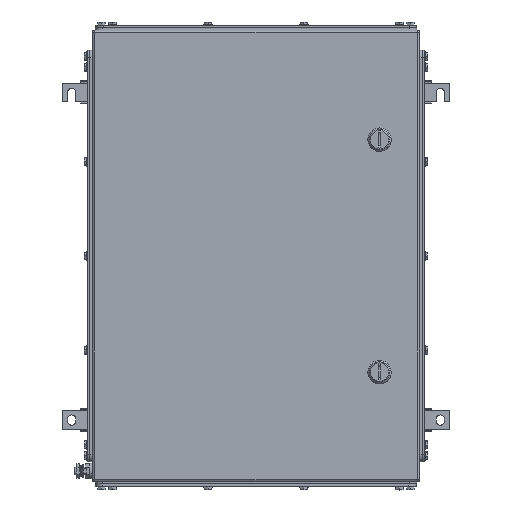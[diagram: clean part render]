
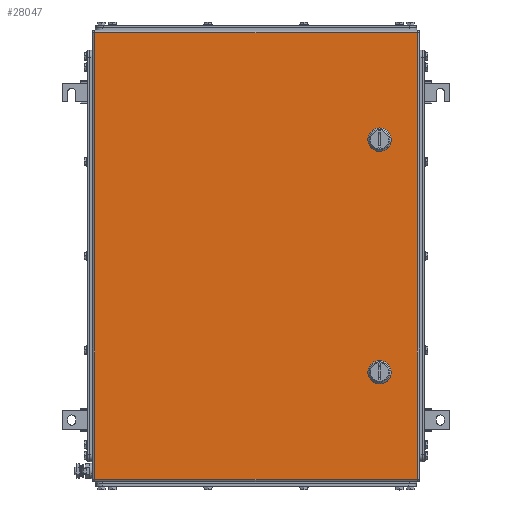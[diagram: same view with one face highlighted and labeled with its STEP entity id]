
A CAD part, top view. The second image highlights one B-rep face of the part: STEP entity #28047.
In plain terms, the highlighted planar face has unit normal (0, 0, 1).
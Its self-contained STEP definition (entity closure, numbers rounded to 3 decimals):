
#27861=AXIS2_PLACEMENT_3D('Circle Axis2P3D',#27859,#27860,$) ;
#27888=AXIS2_PLACEMENT_3D('Plane Axis2P3D',#27885,#27886,#27887) ;
#27933=AXIS2_PLACEMENT_3D('Circle Axis2P3D',#27931,#27932,$) ;
#27947=AXIS2_PLACEMENT_3D('Circle Axis2P3D',#27945,#27946,$) ;
#27961=AXIS2_PLACEMENT_3D('Circle Axis2P3D',#27959,#27960,$) ;
#27983=AXIS2_PLACEMENT_3D('Circle Axis2P3D',#27981,#27982,$) ;
#27999=AXIS2_PLACEMENT_3D('Circle Axis2P3D',#27997,#27998,$) ;
#28013=AXIS2_PLACEMENT_3D('Circle Axis2P3D',#28011,#28012,$) ;
#28027=AXIS2_PLACEMENT_3D('Circle Axis2P3D',#28025,#28026,$) ;
#27856=CARTESIAN_POINT('Vertex',(440.056,470.45,203.5)) ;
#27859=CARTESIAN_POINT('Axis2P3D Location',(435.,480.5,203.5)) ;
#27863=CARTESIAN_POINT('Vertex',(445.05,475.444,203.5)) ;
#27885=CARTESIAN_POINT('Axis2P3D Location',(265.5,321.,203.5)) ;
#27890=CARTESIAN_POINT('Line Origine',(265.5,627.5,203.5)) ;
#27894=CARTESIAN_POINT('Vertex',(487.,627.5,203.5)) ;
#27896=CARTESIAN_POINT('Vertex',(44.,627.5,203.5)) ;
#27899=CARTESIAN_POINT('Line Origine',(44.,321.,203.5)) ;
#27903=CARTESIAN_POINT('Vertex',(44.,14.5,203.5)) ;
#27906=CARTESIAN_POINT('Line Origine',(265.5,14.5,203.5)) ;
#27910=CARTESIAN_POINT('Vertex',(487.,14.5,203.5)) ;
#27913=CARTESIAN_POINT('Line Origine',(487.,321.,203.5)) ;
#27924=CARTESIAN_POINT('Line Origine',(435.,470.45,203.5)) ;
#27928=CARTESIAN_POINT('Vertex',(429.944,470.45,203.5)) ;
#27931=CARTESIAN_POINT('Axis2P3D Location',(435.,480.5,203.5)) ;
#27935=CARTESIAN_POINT('Vertex',(424.95,475.444,203.5)) ;
#27938=CARTESIAN_POINT('Line Origine',(424.95,480.5,203.5)) ;
#27942=CARTESIAN_POINT('Vertex',(424.95,485.556,203.5)) ;
#27945=CARTESIAN_POINT('Axis2P3D Location',(435.,480.5,203.5)) ;
#27949=CARTESIAN_POINT('Vertex',(429.944,490.55,203.5)) ;
#27952=CARTESIAN_POINT('Line Origine',(435.,490.55,203.5)) ;
#27956=CARTESIAN_POINT('Vertex',(440.056,490.55,203.5)) ;
#27959=CARTESIAN_POINT('Axis2P3D Location',(435.,480.5,203.5)) ;
#27963=CARTESIAN_POINT('Vertex',(445.05,485.556,203.5)) ;
#27966=CARTESIAN_POINT('Line Origine',(445.05,480.5,203.5)) ;
#27981=CARTESIAN_POINT('Axis2P3D Location',(435.,161.5,203.5)) ;
#27985=CARTESIAN_POINT('Vertex',(440.056,151.45,203.5)) ;
#27987=CARTESIAN_POINT('Vertex',(445.05,156.444,203.5)) ;
#27990=CARTESIAN_POINT('Line Origine',(435.,151.45,203.5)) ;
#27994=CARTESIAN_POINT('Vertex',(429.944,151.45,203.5)) ;
#27997=CARTESIAN_POINT('Axis2P3D Location',(435.,161.5,203.5)) ;
#28001=CARTESIAN_POINT('Vertex',(424.95,156.444,203.5)) ;
#28004=CARTESIAN_POINT('Line Origine',(424.95,161.5,203.5)) ;
#28008=CARTESIAN_POINT('Vertex',(424.95,166.556,203.5)) ;
#28011=CARTESIAN_POINT('Axis2P3D Location',(435.,161.5,203.5)) ;
#28015=CARTESIAN_POINT('Vertex',(429.944,171.55,203.5)) ;
#28018=CARTESIAN_POINT('Line Origine',(435.,171.55,203.5)) ;
#28022=CARTESIAN_POINT('Vertex',(440.056,171.55,203.5)) ;
#28025=CARTESIAN_POINT('Axis2P3D Location',(435.,161.5,203.5)) ;
#28029=CARTESIAN_POINT('Vertex',(445.05,166.556,203.5)) ;
#28032=CARTESIAN_POINT('Line Origine',(445.05,161.5,203.5)) ;
#27860=DIRECTION('Axis2P3D Direction',(0.,0.,1.)) ;
#27886=DIRECTION('Axis2P3D Direction',(0.,0.,1.)) ;
#27887=DIRECTION('Axis2P3D XDirection',(1.,0.,0.)) ;
#27891=DIRECTION('Vector Direction',(1.,0.,0.)) ;
#27900=DIRECTION('Vector Direction',(0.,-1.,0.)) ;
#27907=DIRECTION('Vector Direction',(1.,0.,0.)) ;
#27914=DIRECTION('Vector Direction',(0.,1.,0.)) ;
#27925=DIRECTION('Vector Direction',(1.,0.,0.)) ;
#27932=DIRECTION('Axis2P3D Direction',(0.,0.,1.)) ;
#27939=DIRECTION('Vector Direction',(0.,1.,0.)) ;
#27946=DIRECTION('Axis2P3D Direction',(0.,0.,1.)) ;
#27953=DIRECTION('Vector Direction',(1.,0.,0.)) ;
#27960=DIRECTION('Axis2P3D Direction',(0.,0.,1.)) ;
#27967=DIRECTION('Vector Direction',(0.,-1.,0.)) ;
#27982=DIRECTION('Axis2P3D Direction',(0.,0.,1.)) ;
#27991=DIRECTION('Vector Direction',(1.,0.,0.)) ;
#27998=DIRECTION('Axis2P3D Direction',(0.,0.,1.)) ;
#28005=DIRECTION('Vector Direction',(0.,1.,0.)) ;
#28012=DIRECTION('Axis2P3D Direction',(0.,0.,1.)) ;
#28019=DIRECTION('Vector Direction',(1.,0.,0.)) ;
#28026=DIRECTION('Axis2P3D Direction',(0.,0.,1.)) ;
#28033=DIRECTION('Vector Direction',(0.,-1.,0.)) ;
#27892=VECTOR('Line Direction',#27891,1.) ;
#27901=VECTOR('Line Direction',#27900,1.) ;
#27908=VECTOR('Line Direction',#27907,1.) ;
#27915=VECTOR('Line Direction',#27914,1.) ;
#27926=VECTOR('Line Direction',#27925,1.) ;
#27940=VECTOR('Line Direction',#27939,1.) ;
#27954=VECTOR('Line Direction',#27953,1.) ;
#27968=VECTOR('Line Direction',#27967,1.) ;
#27992=VECTOR('Line Direction',#27991,1.) ;
#28006=VECTOR('Line Direction',#28005,1.) ;
#28020=VECTOR('Line Direction',#28019,1.) ;
#28034=VECTOR('Line Direction',#28033,1.) ;
#27919=ORIENTED_EDGE('',*,*,#27898,.T.) ;
#27920=ORIENTED_EDGE('',*,*,#27905,.T.) ;
#27921=ORIENTED_EDGE('',*,*,#27912,.T.) ;
#27922=ORIENTED_EDGE('',*,*,#27917,.T.) ;
#27972=ORIENTED_EDGE('',*,*,#27930,.F.) ;
#27973=ORIENTED_EDGE('',*,*,#27937,.F.) ;
#27974=ORIENTED_EDGE('',*,*,#27944,.T.) ;
#27975=ORIENTED_EDGE('',*,*,#27951,.F.) ;
#27976=ORIENTED_EDGE('',*,*,#27958,.T.) ;
#27977=ORIENTED_EDGE('',*,*,#27965,.F.) ;
#27978=ORIENTED_EDGE('',*,*,#27970,.T.) ;
#27979=ORIENTED_EDGE('',*,*,#27865,.F.) ;
#28038=ORIENTED_EDGE('',*,*,#27989,.F.) ;
#28039=ORIENTED_EDGE('',*,*,#27996,.F.) ;
#28040=ORIENTED_EDGE('',*,*,#28003,.F.) ;
#28041=ORIENTED_EDGE('',*,*,#28010,.T.) ;
#28042=ORIENTED_EDGE('',*,*,#28017,.F.) ;
#28043=ORIENTED_EDGE('',*,*,#28024,.T.) ;
#28044=ORIENTED_EDGE('',*,*,#28031,.F.) ;
#28045=ORIENTED_EDGE('',*,*,#28036,.T.) ;
#27980=FACE_BOUND('',#27971,.T.) ;
#28046=FACE_BOUND('',#28037,.T.) ;
#28047=ADVANCED_FACE('ZUB_KTB_QL_624520_4GP_AllCATPart_AllCATPart.2\\ZUB_KTB_QL_624520_4GP_AllCATPart.2\\ZUB_DE_KTB_QL.1\\DE_KTB_MH_PART_MASTER.1\\Koerper.2',(#27923,#27980,#28046),#27889,.T.) ;
#27862=CIRCLE('generated circle',#27861,11.25) ;
#27934=CIRCLE('generated circle',#27933,11.25) ;
#27948=CIRCLE('generated circle',#27947,11.25) ;
#27962=CIRCLE('generated circle',#27961,11.25) ;
#27984=CIRCLE('generated circle',#27983,11.25) ;
#28000=CIRCLE('generated circle',#27999,11.25) ;
#28014=CIRCLE('generated circle',#28013,11.25) ;
#28028=CIRCLE('generated circle',#28027,11.25) ;
#27865=EDGE_CURVE('',#27857,#27864,#27862,.T.) ;
#27898=EDGE_CURVE('',#27895,#27897,#27893,.F.) ;
#27905=EDGE_CURVE('',#27897,#27904,#27902,.T.) ;
#27912=EDGE_CURVE('',#27904,#27911,#27909,.T.) ;
#27917=EDGE_CURVE('',#27911,#27895,#27916,.T.) ;
#27930=EDGE_CURVE('',#27929,#27857,#27927,.T.) ;
#27937=EDGE_CURVE('',#27936,#27929,#27934,.T.) ;
#27944=EDGE_CURVE('',#27936,#27943,#27941,.T.) ;
#27951=EDGE_CURVE('',#27950,#27943,#27948,.T.) ;
#27958=EDGE_CURVE('',#27950,#27957,#27955,.T.) ;
#27965=EDGE_CURVE('',#27964,#27957,#27962,.T.) ;
#27970=EDGE_CURVE('',#27964,#27864,#27969,.T.) ;
#27989=EDGE_CURVE('',#27986,#27988,#27984,.T.) ;
#27996=EDGE_CURVE('',#27995,#27986,#27993,.T.) ;
#28003=EDGE_CURVE('',#28002,#27995,#28000,.T.) ;
#28010=EDGE_CURVE('',#28002,#28009,#28007,.T.) ;
#28017=EDGE_CURVE('',#28016,#28009,#28014,.T.) ;
#28024=EDGE_CURVE('',#28016,#28023,#28021,.T.) ;
#28031=EDGE_CURVE('',#28030,#28023,#28028,.T.) ;
#28036=EDGE_CURVE('',#28030,#27988,#28035,.T.) ;
#27918=EDGE_LOOP('',(#27919,#27920,#27921,#27922)) ;
#27971=EDGE_LOOP('',(#27972,#27973,#27974,#27975,#27976,#27977,#27978,#27979)) ;
#28037=EDGE_LOOP('',(#28038,#28039,#28040,#28041,#28042,#28043,#28044,#28045)) ;
#27923=FACE_OUTER_BOUND('',#27918,.T.) ;
#27893=LINE('Line',#27890,#27892) ;
#27902=LINE('Line',#27899,#27901) ;
#27909=LINE('Line',#27906,#27908) ;
#27916=LINE('Line',#27913,#27915) ;
#27927=LINE('Line',#27924,#27926) ;
#27941=LINE('Line',#27938,#27940) ;
#27955=LINE('Line',#27952,#27954) ;
#27969=LINE('Line',#27966,#27968) ;
#27993=LINE('Line',#27990,#27992) ;
#28007=LINE('Line',#28004,#28006) ;
#28021=LINE('Line',#28018,#28020) ;
#28035=LINE('Line',#28032,#28034) ;
#27889=PLANE('',#27888) ;
#27857=VERTEX_POINT('',#27856) ;
#27864=VERTEX_POINT('',#27863) ;
#27895=VERTEX_POINT('',#27894) ;
#27897=VERTEX_POINT('',#27896) ;
#27904=VERTEX_POINT('',#27903) ;
#27911=VERTEX_POINT('',#27910) ;
#27929=VERTEX_POINT('',#27928) ;
#27936=VERTEX_POINT('',#27935) ;
#27943=VERTEX_POINT('',#27942) ;
#27950=VERTEX_POINT('',#27949) ;
#27957=VERTEX_POINT('',#27956) ;
#27964=VERTEX_POINT('',#27963) ;
#27986=VERTEX_POINT('',#27985) ;
#27988=VERTEX_POINT('',#27987) ;
#27995=VERTEX_POINT('',#27994) ;
#28002=VERTEX_POINT('',#28001) ;
#28009=VERTEX_POINT('',#28008) ;
#28016=VERTEX_POINT('',#28015) ;
#28023=VERTEX_POINT('',#28022) ;
#28030=VERTEX_POINT('',#28029) ;
